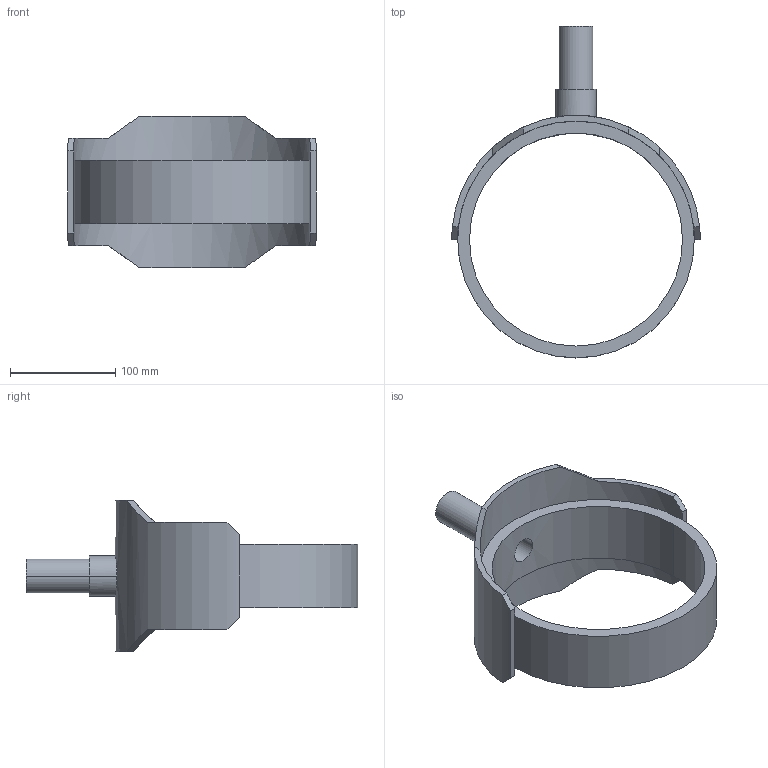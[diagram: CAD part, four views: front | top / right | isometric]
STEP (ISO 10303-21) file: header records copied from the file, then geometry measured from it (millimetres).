
FILE_DESCRIPTION( ( '' ), '1' );
FILE_NAME( 'AGRU_70288223211_PE_100-RC_schwarz_Stutzenschelle_225_32_SDR11_ISO_S-5_05.stp', '2017-12-12T10:51:22', ( '' ), ( '' ), ' ', ' ', ' ' );
FILE_SCHEMA( ( 'automotive_design' ) );
Length unit declared in the file: millimetre
Products named in the file (1): 1
Bounding box: 236.25 x 315.5 x 144 mm (x, y, z)
Volume: 723526 mm3; surface area: 159370.6 mm2
Topology: 1 solids, 1 shells, 32 faces, 80 edges, 52 vertices
Faces by surface type: plane 20, cylinder 12
Entity records: 2048 total; most frequent: CARTESIAN_POINT 297, DIRECTION 186, STYLED_ITEM 165, PRESENTATION_STYLE_ASSIGNMENT 165, COLOUR_RGB 165, ORIENTED_EDGE 160, EDGE_CURVE 80, CURVE_STYLE 80
